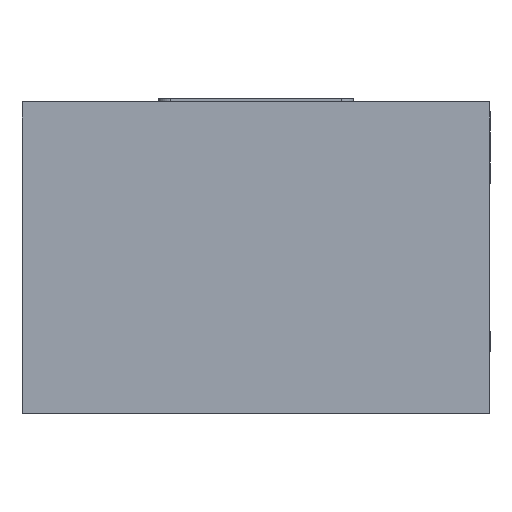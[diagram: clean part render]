
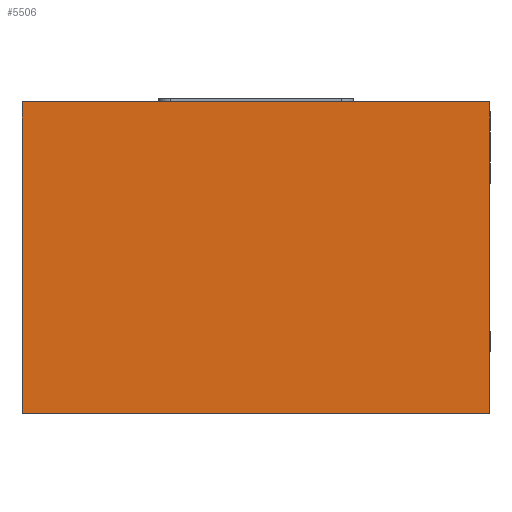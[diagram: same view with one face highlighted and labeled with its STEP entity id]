
A CAD part, front view. The second image highlights one B-rep face of the part: STEP entity #5506.
In plain terms, the highlighted planar face has unit normal (0, -1, 0).
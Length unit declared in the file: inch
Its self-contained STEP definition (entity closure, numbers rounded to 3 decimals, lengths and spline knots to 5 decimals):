
#27 = CARTESIAN_POINT ( 'NONE',  ( 1.5, -1.83, 1. ) ) ;
#491 = EDGE_CURVE ( 'NONE', #2561, #16445, #14700, .T. ) ;
#702 = EDGE_CURVE ( 'NONE', #16445, #3092, #16129, .T. ) ;
#773 = DIRECTION ( 'NONE',  ( 0., 0., 1. ) ) ;
#1341 = LINE ( 'NONE', #15505, #4025 ) ;
#1650 = VECTOR ( 'NONE', #11857, 39.37008 ) ;
#1872 = FACE_OUTER_BOUND ( 'NONE', #3719, .T. ) ;
#2087 = CARTESIAN_POINT ( 'NONE',  ( -1.5, -1.83, 1. ) ) ;
#2561 = VERTEX_POINT ( 'NONE', #14901 ) ;
#2647 = CARTESIAN_POINT ( 'NONE',  ( 1.5, -1.83, 1. ) ) ;
#3092 = VERTEX_POINT ( 'NONE', #16993 ) ;
#3719 = EDGE_LOOP ( 'NONE', ( #11954, #11751, #11926, #15525 ) ) ;
#4025 = VECTOR ( 'NONE', #4972, 39.37008 ) ;
#4071 = CARTESIAN_POINT ( 'NONE',  ( -1.5, -1.83, 1. ) ) ;
#4972 = DIRECTION ( 'NONE',  ( -1., 0., 0. ) ) ;
#5506 = ADVANCED_FACE ( 'NONE', ( #1872 ), #16511, .T. ) ;
#5638 = VECTOR ( 'NONE', #12621, 39.37008 ) ;
#6975 = AXIS2_PLACEMENT_3D ( 'NONE', #15194, #12562, #773 ) ;
#7626 = EDGE_CURVE ( 'NONE', #2561, #14080, #11734, .T. ) ;
#7930 = DIRECTION ( 'NONE',  ( -1., 0., 0. ) ) ;
#11734 = LINE ( 'NONE', #2647, #1650 ) ;
#11751 = ORIENTED_EDGE ( 'NONE', *, *, #13286, .F. ) ;
#11857 = DIRECTION ( 'NONE',  ( 0., 0., -1. ) ) ;
#11926 = ORIENTED_EDGE ( 'NONE', *, *, #7626, .F. ) ;
#11954 = ORIENTED_EDGE ( 'NONE', *, *, #702, .T. ) ;
#12562 = DIRECTION ( 'NONE',  ( 0., -1., 0. ) ) ;
#12621 = DIRECTION ( 'NONE',  ( 0., 0., -1. ) ) ;
#13189 = CARTESIAN_POINT ( 'NONE',  ( 1.5, -1.83, -1. ) ) ;
#13286 = EDGE_CURVE ( 'NONE', #14080, #3092, #1341, .T. ) ;
#14080 = VERTEX_POINT ( 'NONE', #13189 ) ;
#14288 = VECTOR ( 'NONE', #7930, 39.37008 ) ;
#14700 = LINE ( 'NONE', #27, #14288 ) ;
#14901 = CARTESIAN_POINT ( 'NONE',  ( 1.5, -1.83, 1. ) ) ;
#15194 = CARTESIAN_POINT ( 'NONE',  ( 1.5, -1.83, 1. ) ) ;
#15505 = CARTESIAN_POINT ( 'NONE',  ( 1.5, -1.83, -1. ) ) ;
#15525 = ORIENTED_EDGE ( 'NONE', *, *, #491, .T. ) ;
#16129 = LINE ( 'NONE', #2087, #5638 ) ;
#16445 = VERTEX_POINT ( 'NONE', #4071 ) ;
#16511 = PLANE ( 'NONE',  #6975 ) ;
#16993 = CARTESIAN_POINT ( 'NONE',  ( -1.5, -1.83, -1. ) ) ;
